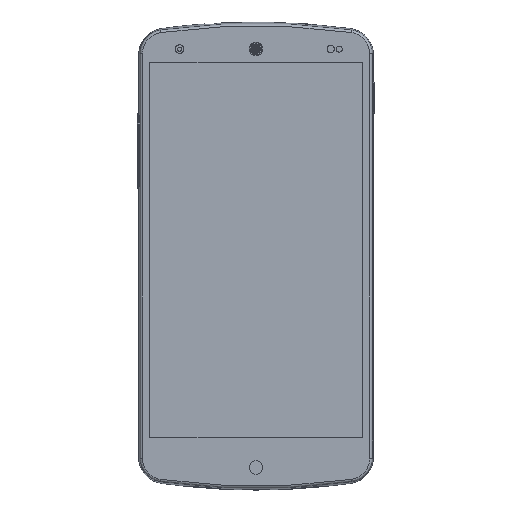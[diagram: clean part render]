
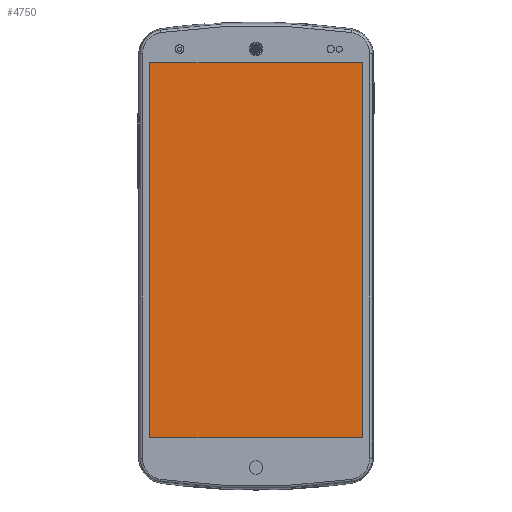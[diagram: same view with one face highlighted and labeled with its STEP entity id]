
A CAD part, top view. The second image highlights one B-rep face of the part: STEP entity #4750.
In plain terms, the highlighted planar face has unit normal (0, 0, 1).
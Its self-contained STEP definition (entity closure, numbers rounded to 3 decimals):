
#645 = CARTESIAN_POINT ( 'NONE',  ( 34.585, -122.5, 0. ) ) ;
#743 = LINE ( 'NONE', #4146, #15298 ) ;
#1961 = AXIS2_PLACEMENT_3D ( 'NONE', #4198, #15161, #6942 ) ;
#2818 = PLANE ( 'NONE',  #1961 ) ;
#2849 = LINE ( 'NONE', #6336, #8827 ) ;
#3866 = ORIENTED_EDGE ( 'NONE', *, *, #8229, .T. ) ;
#4146 = CARTESIAN_POINT ( 'NONE',  ( -31.25, 0., 0. ) ) ;
#4198 = CARTESIAN_POINT ( 'NONE',  ( 34.585, 0., 0. ) ) ;
#4413 = DIRECTION ( 'NONE',  ( 1., 0., 0. ) ) ;
#4750 = ADVANCED_FACE ( 'NONE', ( #12377 ), #2818, .F. ) ;
#5042 = VECTOR ( 'NONE', #6342, 1000. ) ;
#6336 = CARTESIAN_POINT ( 'NONE',  ( 34.585, -12., 0. ) ) ;
#6342 = DIRECTION ( 'NONE',  ( 0., 1., 0. ) ) ;
#6942 = DIRECTION ( 'NONE',  ( -1., 0., 0. ) ) ;
#8229 = EDGE_CURVE ( 'NONE', #9686, #9618, #9173, .T. ) ;
#8827 = VECTOR ( 'NONE', #14533, 1000. ) ;
#9096 = LINE ( 'NONE', #17318, #5042 ) ;
#9173 = LINE ( 'NONE', #645, #17570 ) ;
#9550 = EDGE_LOOP ( 'NONE', ( #15644, #11693, #3866, #15465 ) ) ;
#9618 = VERTEX_POINT ( 'NONE', #14559 ) ;
#9644 = CARTESIAN_POINT ( 'NONE',  ( 31.25, -12., 0. ) ) ;
#9686 = VERTEX_POINT ( 'NONE', #13361 ) ;
#11693 = ORIENTED_EDGE ( 'NONE', *, *, #15166, .T. ) ;
#11974 = EDGE_CURVE ( 'NONE', #9618, #15515, #9096, .T. ) ;
#12200 = CARTESIAN_POINT ( 'NONE',  ( -31.25, -12., 0. ) ) ;
#12377 = FACE_OUTER_BOUND ( 'NONE', #9550, .T. ) ;
#12841 = VERTEX_POINT ( 'NONE', #12200 ) ;
#13361 = CARTESIAN_POINT ( 'NONE',  ( -31.25, -122.5, 0. ) ) ;
#13726 = DIRECTION ( 'NONE',  ( 0., -1., 0. ) ) ;
#14533 = DIRECTION ( 'NONE',  ( -1., 0., 0. ) ) ;
#14559 = CARTESIAN_POINT ( 'NONE',  ( 31.25, -122.5, 0. ) ) ;
#15161 = DIRECTION ( 'NONE',  ( 0., 0., -1. ) ) ;
#15166 = EDGE_CURVE ( 'NONE', #12841, #9686, #743, .T. ) ;
#15298 = VECTOR ( 'NONE', #13726, 1000. ) ;
#15465 = ORIENTED_EDGE ( 'NONE', *, *, #11974, .T. ) ;
#15515 = VERTEX_POINT ( 'NONE', #9644 ) ;
#15644 = ORIENTED_EDGE ( 'NONE', *, *, #15783, .T. ) ;
#15783 = EDGE_CURVE ( 'NONE', #15515, #12841, #2849, .T. ) ;
#17318 = CARTESIAN_POINT ( 'NONE',  ( 31.25, 0., 0. ) ) ;
#17570 = VECTOR ( 'NONE', #4413, 1000. ) ;
